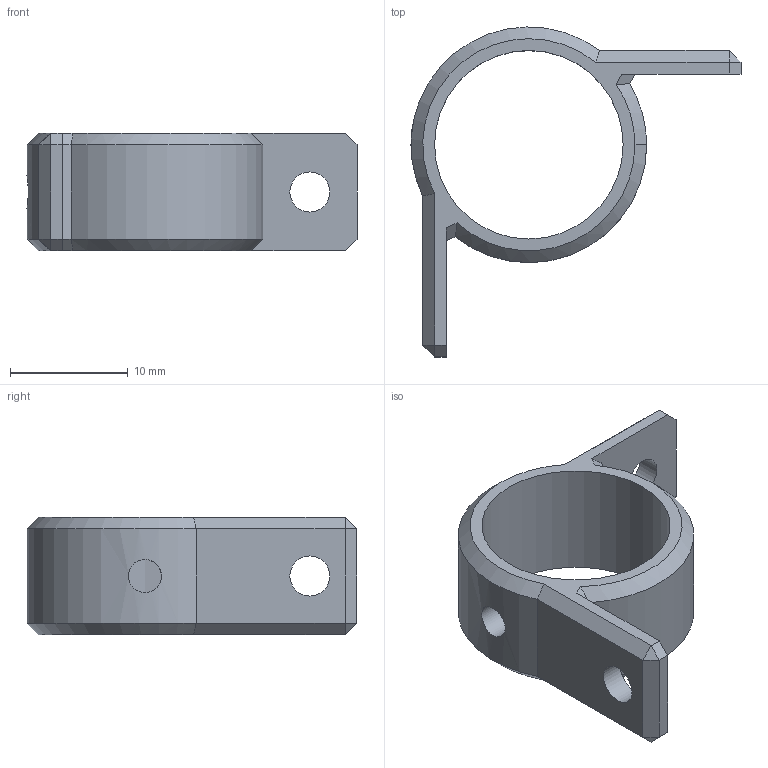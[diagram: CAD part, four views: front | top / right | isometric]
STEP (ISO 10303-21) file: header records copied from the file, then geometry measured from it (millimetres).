
FILE_DESCRIPTION(('FreeCAD Model'),'2;1');
FILE_NAME('Open CASCADE Shape Model','2023-04-12T20:36:01',('Author'),( ''),'Open CASCADE STEP processor 7.5','FreeCAD','Unknown');
FILE_SCHEMA(('AUTOMOTIVE_DESIGN { 1 0 10303 214 1 1 1 1 }'));
Length unit declared in the file: millimetre
Products named in the file (1): ring.clamp
Bounding box: 28 x 28 x 10 mm (x, y, z)
Volume: 1457.4 mm3; surface area: 1767.3 mm2
Topology: 1 solids, 1 shells, 40 faces, 98 edges, 60 vertices
Faces by surface type: plane 25, cylinder 6, cone 6, bspline 3
Full cylindrical faces by diameter (mm): 2.8 x1, 3.4 x2, 16 x1
Entity records: 3772 total; most frequent: CARTESIAN_POINT 1814, DIRECTION 342, LINE 210, VECTOR 210, ORIENTED_EDGE 196, PCURVE 196, DEFINITIONAL_REPRESENTATION 196, EDGE_CURVE 98
